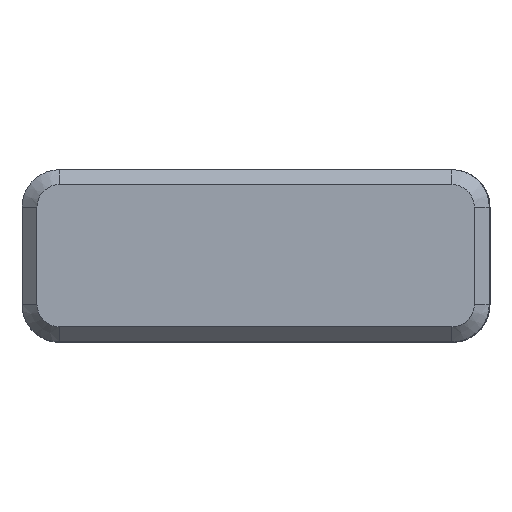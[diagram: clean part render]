
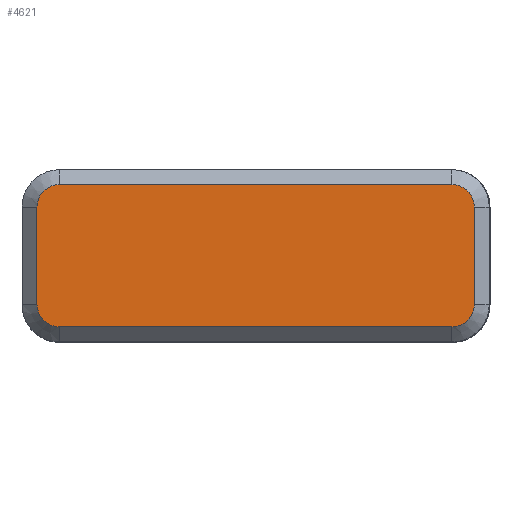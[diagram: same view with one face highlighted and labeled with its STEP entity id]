
A CAD part, top view. The second image highlights one B-rep face of the part: STEP entity #4621.
In plain terms, the highlighted planar face has unit normal (0, 0, 1).
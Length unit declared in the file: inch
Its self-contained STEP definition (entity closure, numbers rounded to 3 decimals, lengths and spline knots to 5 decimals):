
#266=CIRCLE('',#4941,0.11811);
#267=CIRCLE('',#4944,0.11811);
#272=CIRCLE('',#4957,0.11811);
#274=CIRCLE('',#4961,0.11811);
#467=FACE_OUTER_BOUND('',#740,.T.);
#740=EDGE_LOOP('',(#3288,#3289,#3290,#3291,#3292,#3293,#3294,#3295));
#1032=LINE('',#7042,#1494);
#1046=LINE('',#7105,#1508);
#1049=LINE('',#7116,#1511);
#1052=LINE('',#7124,#1514);
#1494=VECTOR('',#5545,0.3937);
#1508=VECTOR('',#5585,0.3937);
#1511=VECTOR('',#5596,0.3937);
#1514=VECTOR('',#5607,0.3937);
#1962=VERTEX_POINT('',#7035);
#1963=VERTEX_POINT('',#7037);
#1964=VERTEX_POINT('',#7041);
#1965=VERTEX_POINT('',#7045);
#1976=VERTEX_POINT('',#7103);
#1978=VERTEX_POINT('',#7108);
#1980=VERTEX_POINT('',#7114);
#1981=VERTEX_POINT('',#7119);
#2431=EDGE_CURVE('',#1962,#1963,#266,.T.);
#2433=EDGE_CURVE('',#1963,#1964,#1032,.T.);
#2435=EDGE_CURVE('',#1964,#1965,#267,.T.);
#2454=EDGE_CURVE('',#1976,#1962,#1046,.T.);
#2456=EDGE_CURVE('',#1978,#1976,#272,.T.);
#2459=EDGE_CURVE('',#1980,#1978,#1049,.T.);
#2462=EDGE_CURVE('',#1981,#1980,#274,.T.);
#2464=EDGE_CURVE('',#1965,#1981,#1052,.T.);
#3288=ORIENTED_EDGE('',*,*,#2454,.F.);
#3289=ORIENTED_EDGE('',*,*,#2456,.F.);
#3290=ORIENTED_EDGE('',*,*,#2459,.F.);
#3291=ORIENTED_EDGE('',*,*,#2462,.F.);
#3292=ORIENTED_EDGE('',*,*,#2464,.F.);
#3293=ORIENTED_EDGE('',*,*,#2435,.F.);
#3294=ORIENTED_EDGE('',*,*,#2433,.F.);
#3295=ORIENTED_EDGE('',*,*,#2431,.F.);
#4447=PLANE('',#4968);
#4621=ADVANCED_FACE('',(#467),#4447,.F.);
#4941=AXIS2_PLACEMENT_3D('',#7038,#5540,#5541);
#4944=AXIS2_PLACEMENT_3D('',#7046,#5549,#5550);
#4957=AXIS2_PLACEMENT_3D('',#7110,#5589,#5590);
#4961=AXIS2_PLACEMENT_3D('',#7121,#5601,#5602);
#4968=AXIS2_PLACEMENT_3D('',#7132,#5619,#5620);
#5540=DIRECTION('center_axis',(0.,0.,-1.));
#5541=DIRECTION('ref_axis',(-0.707,-0.707,0.));
#5545=DIRECTION('',(0.,1.,0.));
#5549=DIRECTION('center_axis',(0.,0.,-1.));
#5550=DIRECTION('ref_axis',(-0.707,0.707,0.));
#5585=DIRECTION('',(-1.,0.,0.));
#5589=DIRECTION('center_axis',(0.,0.,-1.));
#5590=DIRECTION('ref_axis',(0.707,-0.707,0.));
#5596=DIRECTION('',(0.,-1.,0.));
#5601=DIRECTION('center_axis',(0.,0.,-1.));
#5602=DIRECTION('ref_axis',(0.707,0.707,0.));
#5607=DIRECTION('',(1.,0.,0.));
#5619=DIRECTION('center_axis',(0.,0.,-1.));
#5620=DIRECTION('ref_axis',(-1.,0.,0.));
#7035=CARTESIAN_POINT('',(-0.11811,2.94331,3.88189));
#7037=CARTESIAN_POINT('',(-0.23622,3.06142,3.88189));
#7038=CARTESIAN_POINT('Origin',(-0.11811,3.06142,3.88189));
#7041=CARTESIAN_POINT('',(-0.23622,3.57323,3.88189));
#7042=CARTESIAN_POINT('',(-0.23622,3.36142,3.88189));
#7045=CARTESIAN_POINT('',(-0.11811,3.69134,3.88189));
#7046=CARTESIAN_POINT('Origin',(-0.11811,3.57323,3.88189));
#7103=CARTESIAN_POINT('',(1.94386,2.94331,3.88189));
#7105=CARTESIAN_POINT('',(0.41339,2.94331,3.88189));
#7108=CARTESIAN_POINT('',(2.06197,3.06142,3.88189));
#7110=CARTESIAN_POINT('Origin',(1.94386,3.06142,3.88189));
#7114=CARTESIAN_POINT('',(2.06197,3.57323,3.88189));
#7116=CARTESIAN_POINT('',(2.06197,3.33189,3.88189));
#7119=CARTESIAN_POINT('',(1.94386,3.69134,3.88189));
#7121=CARTESIAN_POINT('Origin',(1.94386,3.57323,3.88189));
#7124=CARTESIAN_POINT('',(0.41339,3.69134,3.88189));
#7132=CARTESIAN_POINT('Origin',(0.62992,3.34646,3.88189));
